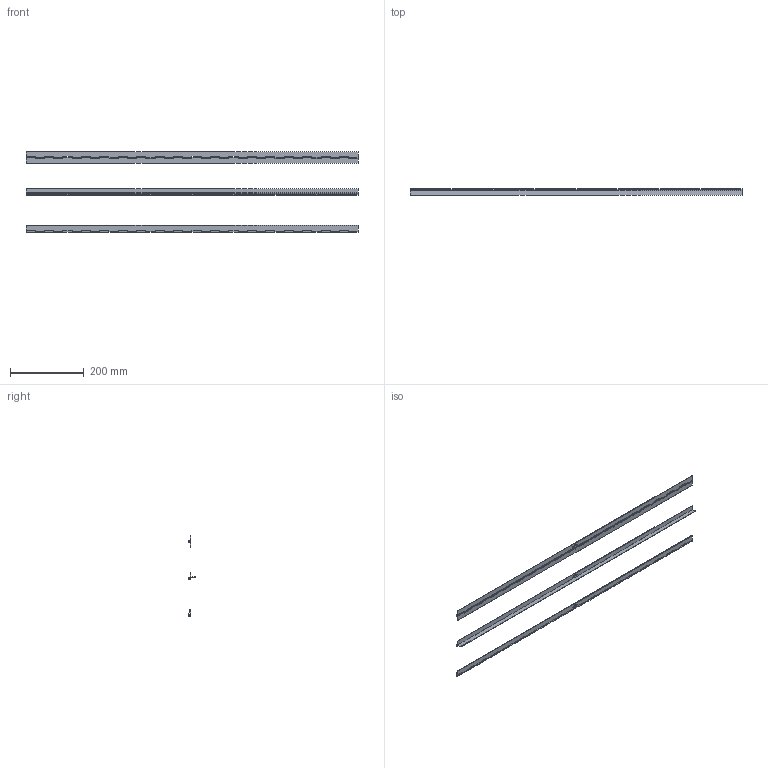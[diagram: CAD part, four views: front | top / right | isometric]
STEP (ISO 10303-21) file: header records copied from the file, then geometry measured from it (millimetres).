
FILE_DESCRIPTION (( 'STEP AP214' ), '1' );
FILE_NAME ('76856-Piano Hinge Zinc Plated Unpunched 32mm 900mm.STEP', '2019-04-17T04:05:12', ( '' ), ( '' ), 'SwSTEP 2.0', 'SolidWorks 2018', '' );
FILE_SCHEMA (( 'AUTOMOTIVE_DESIGN' ));
Length unit declared in the file: millimetre
Products named in the file (4): Pin; Bottom; Top; 76856-Piano Hinge Zinc Plated Unpunched 32mm 900mm
Assembly tree (9 placements, depth 2):
  76856-Piano Hinge Zinc Plated Unpunched 32mm 900mm
    Bottom  x3
    Pin  x3
    Top  x3
Bounding box: 900 x 18.26 x 218.65 mm (x, y, z)
Volume: 129344.5 mm3; surface area: 262308.9 mm2
Topology: 9 solids, 9 shells, 1923 faces, 5472 edges, 3648 vertices
Faces by surface type: plane 906, cylinder 654, bspline 363
Entity records: 27862 total; most frequent: CARTESIAN_POINT 11366, ORIENTED_EDGE 3648, DIRECTION 3082, EDGE_CURVE 1824, VERTEX_POINT 1216, VECTOR 1146, LINE 1146, AXIS2_PLACEMENT_3D 968
